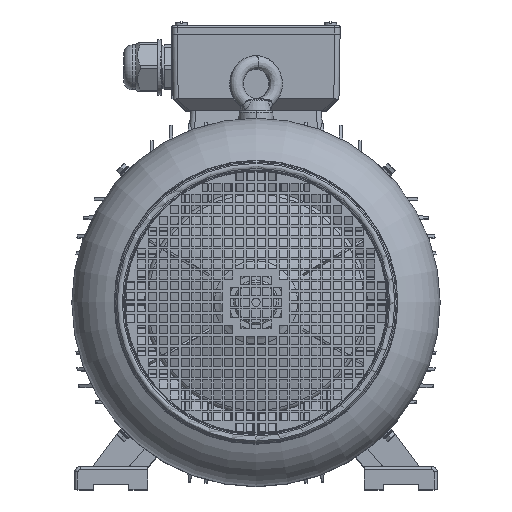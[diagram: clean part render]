
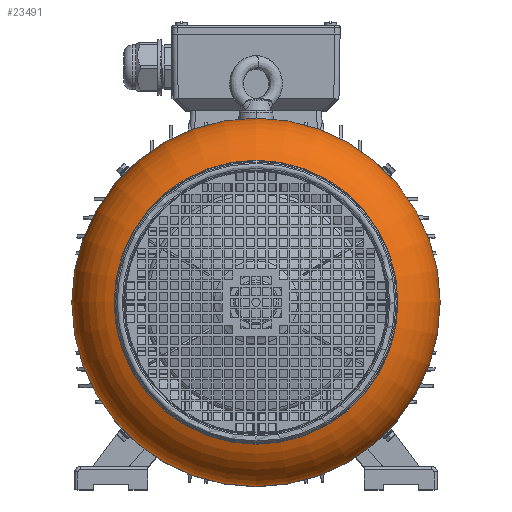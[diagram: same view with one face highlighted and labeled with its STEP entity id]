
A CAD part, top view. The second image highlights one B-rep face of the part: STEP entity #23491.
In plain terms, the highlighted toroidal (fillet/blend) face has major radius 116.021 mm and minor radius 61.5 mm.
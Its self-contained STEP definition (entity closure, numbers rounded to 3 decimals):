
#12988=TOROIDAL_SURFACE('',#111492,116.021,61.5);
#15015=FACE_BOUND('',#35540,.T.);
#15016=FACE_BOUND('',#35541,.T.);
#16839=CIRCLE('',#111459,177.5);
#16863=CIRCLE('',#111490,136.772);
#23491=ADVANCED_FACE('',(#15015,#15016),#12988,.T.);
#35540=EDGE_LOOP('',(#50259));
#35541=EDGE_LOOP('',(#50260));
#50259=ORIENTED_EDGE('',*,*,#82405,.F.);
#50260=ORIENTED_EDGE('',*,*,#84109,.T.);
#72316=VERTEX_POINT('',#157661);
#74020=VERTEX_POINT('',#161076);
#82405=EDGE_CURVE('',#72316,#72316,#16839,.T.);
#84109=EDGE_CURVE('',#74020,#74020,#16863,.T.);
#111459=AXIS2_PLACEMENT_3D('',#157660,#123429,#123430);
#111490=AXIS2_PLACEMENT_3D('',#161075,#125171,#125172);
#111492=AXIS2_PLACEMENT_3D('',#161078,#125175,#125176);
#123429=DIRECTION('',(0.,0.,-1.));
#123430=DIRECTION('',(-1.,0.,0.));
#125171=DIRECTION('',(0.,0.,-1.));
#125172=DIRECTION('',(-1.,0.,0.));
#125175=DIRECTION('',(0.,0.,-1.));
#125176=DIRECTION('',(-1.,0.,0.));
#157660=CARTESIAN_POINT('',(59.478,-8.346,286.338));
#157661=CARTESIAN_POINT('',(-118.022,-8.346,286.338));
#161075=CARTESIAN_POINT('',(59.478,-8.346,342.608));
#161076=CARTESIAN_POINT('',(-77.294,-8.346,342.608));
#161078=CARTESIAN_POINT('',(59.478,-8.346,284.715));
